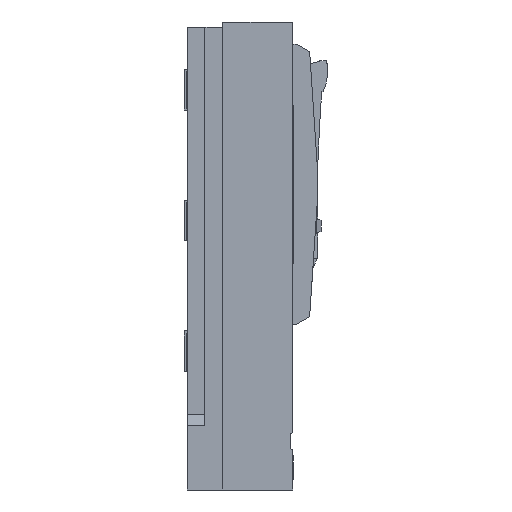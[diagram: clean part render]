
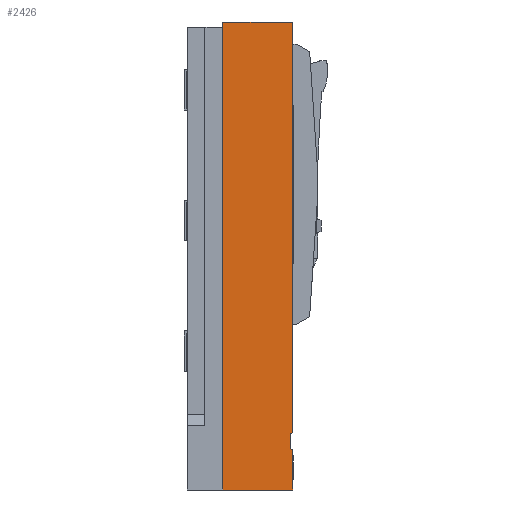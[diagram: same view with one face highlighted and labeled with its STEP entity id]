
A CAD part, left-side view. The second image highlights one B-rep face of the part: STEP entity #2426.
In plain terms, the highlighted planar face has unit normal (-1, 0, 0).
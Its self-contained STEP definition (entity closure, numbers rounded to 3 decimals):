
#1934=FACE_OUTER_BOUND('',#3845,.T.);
#2426=ADVANCED_FACE('802874_L03_Leistendeckel D-SL10/3x3',(#1934),#2983,
 .F.);
#2983=PLANE('',#12679);
#3845=EDGE_LOOP('',(#4664,#4665,#4666,#4667,#4668,#4669,#4670,#4671,#4672));
#4664=ORIENTED_EDGE('',*,*,#8768,.F.);
#4665=ORIENTED_EDGE('',*,*,#8765,.T.);
#4666=ORIENTED_EDGE('',*,*,#8762,.T.);
#4667=ORIENTED_EDGE('',*,*,#8759,.T.);
#4668=ORIENTED_EDGE('',*,*,#8756,.F.);
#4669=ORIENTED_EDGE('',*,*,#8753,.T.);
#4670=ORIENTED_EDGE('',*,*,#8750,.F.);
#4671=ORIENTED_EDGE('',*,*,#8748,.T.);
#4672=ORIENTED_EDGE('',*,*,#8769,.T.);
#7674=VERTEX_POINT('',#16345);
#7675=VERTEX_POINT('',#16347);
#7676=VERTEX_POINT('',#16351);
#7678=VERTEX_POINT('',#16357);
#7680=VERTEX_POINT('',#16363);
#7682=VERTEX_POINT('',#16369);
#7684=VERTEX_POINT('',#16375);
#7686=VERTEX_POINT('',#16381);
#7688=VERTEX_POINT('',#16387);
#8748=EDGE_CURVE('',#7675,#7674,#10297,.T.);
#8750=EDGE_CURVE('',#7675,#7676,#10299,.T.);
#8753=EDGE_CURVE('',#7678,#7676,#10302,.T.);
#8756=EDGE_CURVE('',#7678,#7680,#10305,.T.);
#8759=EDGE_CURVE('',#7682,#7680,#10308,.T.);
#8762=EDGE_CURVE('',#7684,#7682,#10311,.T.);
#8765=EDGE_CURVE('',#7686,#7684,#10314,.T.);
#8768=EDGE_CURVE('',#7686,#7688,#10317,.T.);
#8769=EDGE_CURVE('',#7674,#7688,#10318,.T.);
#10297=LINE('',#16346,#11501);
#10299=LINE('',#16350,#11503);
#10302=LINE('',#16356,#11506);
#10305=LINE('',#16362,#11509);
#10308=LINE('',#16368,#11512);
#10311=LINE('',#16374,#11515);
#10314=LINE('',#16380,#11518);
#10317=LINE('',#16386,#11521);
#10318=LINE('',#16388,#11522);
#11501=VECTOR('',#13558,1.);
#11503=VECTOR('',#13562,1.);
#11506=VECTOR('',#13567,1.);
#11509=VECTOR('',#13572,1.);
#11512=VECTOR('',#13577,1.);
#11515=VECTOR('',#13582,1.);
#11518=VECTOR('',#13587,1.);
#11521=VECTOR('',#13592,1.);
#11522=VECTOR('',#13593,1.);
#12679=AXIS2_PLACEMENT_3D('',#16389,#13594,#13595);
#13558=DIRECTION('',(0.,0.,-1.));
#13562=DIRECTION('',(0.,-1.,0.004));
#13567=DIRECTION('',(0.,0.,1.));
#13572=DIRECTION('',(0.,0.891,-0.455));
#13577=DIRECTION('',(0.,0.,1.));
#13582=DIRECTION('',(0.,0.811,0.585));
#13587=DIRECTION('',(0.,0.,1.));
#13592=DIRECTION('',(0.,1.,0.));
#13593=DIRECTION('',(0.,0.,-1.));
#13594=DIRECTION('',(1.,0.,0.));
#13595=DIRECTION('',(0.,-1.,0.));
#16345=CARTESIAN_POINT('',(-49.5,-54.,277.5));
#16346=CARTESIAN_POINT('',(-49.5,-54.,-49.686));
#16347=CARTESIAN_POINT('',(-49.5,-54.,284.587));
#16350=CARTESIAN_POINT('',(-49.5,-103.816,284.791));
#16351=CARTESIAN_POINT('',(-49.5,-152.905,284.991));
#16356=CARTESIAN_POINT('',(-49.5,-152.905,-0.024));
#16357=CARTESIAN_POINT('',(-49.5,-152.905,-295.946));
#16362=CARTESIAN_POINT('',(-49.5,-151.155,-296.839));
#16363=CARTESIAN_POINT('',(-49.5,-149.405,-297.732));
#16368=CARTESIAN_POINT('',(-49.5,-149.405,-307.905));
#16369=CARTESIAN_POINT('',(-49.5,-149.405,-318.078));
#16374=CARTESIAN_POINT('',(-49.5,-151.155,-319.34));
#16375=CARTESIAN_POINT('',(-49.5,-152.905,-320.602));
#16380=CARTESIAN_POINT('',(-49.5,-152.905,-346.188));
#16381=CARTESIAN_POINT('',(-49.5,-152.905,-377.));
#16386=CARTESIAN_POINT('',(-49.5,-101.953,-377.));
#16387=CARTESIAN_POINT('',(-49.5,-54.,-377.));
#16388=CARTESIAN_POINT('',(-49.5,-54.,-49.686));
#16389=CARTESIAN_POINT('',(-49.5,-3.912,-0.024));
